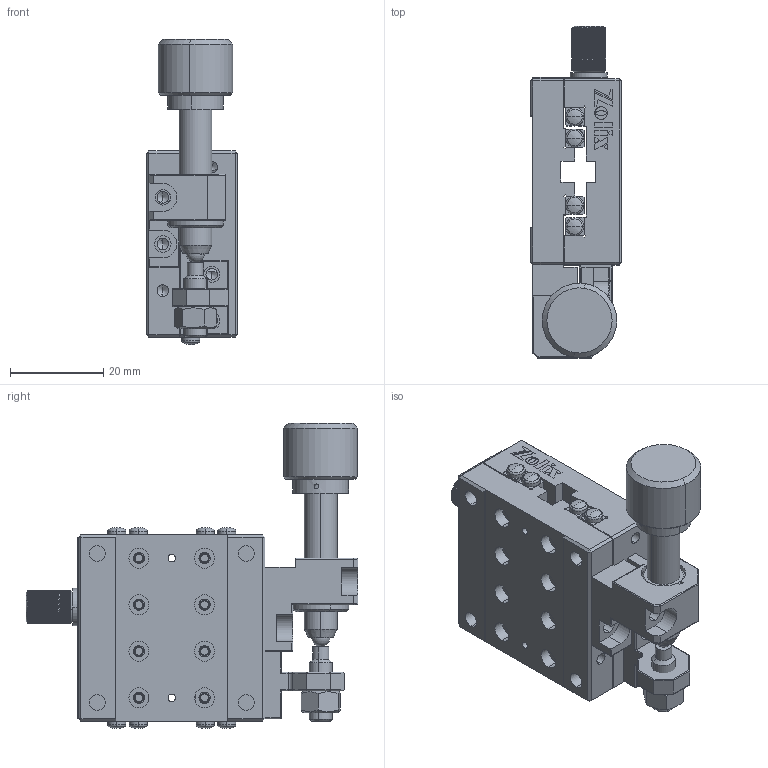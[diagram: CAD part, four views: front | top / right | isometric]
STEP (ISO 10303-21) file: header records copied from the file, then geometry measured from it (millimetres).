
FILE_DESCRIPTION (( 'STEP AP203' ), '1' );
FILE_NAME ('SK13-40SR.step', '2019-05-08T07:33:08', ( '' ), ( '' ), 'SwSTEP 2.0', 'SolidWorks 2017', '' );
FILE_SCHEMA (( 'CONFIG_CONTROL_DESIGN' ));
Length unit declared in the file: millimetre
Products named in the file (1): SK13-40SR
Bounding box: 19.5 x 71.3 x 65.53 mm (x, y, z)
Volume: 33703.4 mm3; surface area: 24199.1 mm2
Topology: 17 solids, 17 shells, 1241 faces, 3251 edges, 2033 vertices
Faces by surface type: cylinder 536, plane 496, cone 164, bspline 32, sphere 10, torus 3
Entity records: 39182 total; most frequent: CARTESIAN_POINT 9070, ORIENTED_EDGE 6364, DIRECTION 6053, EDGE_CURVE 3182, AXIS2_PLACEMENT_3D 2159, VERTEX_POINT 2030, LINE 1735, VECTOR 1735
